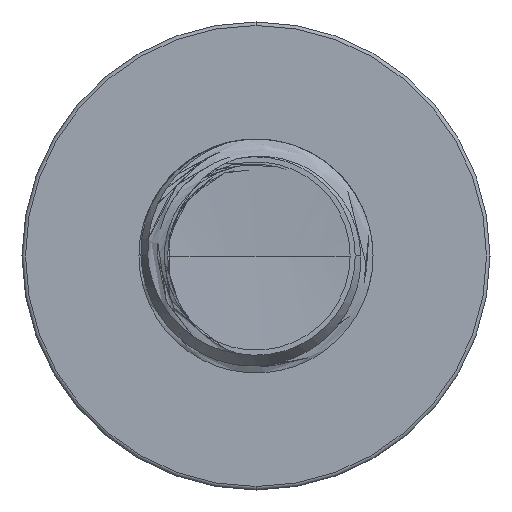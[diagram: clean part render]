
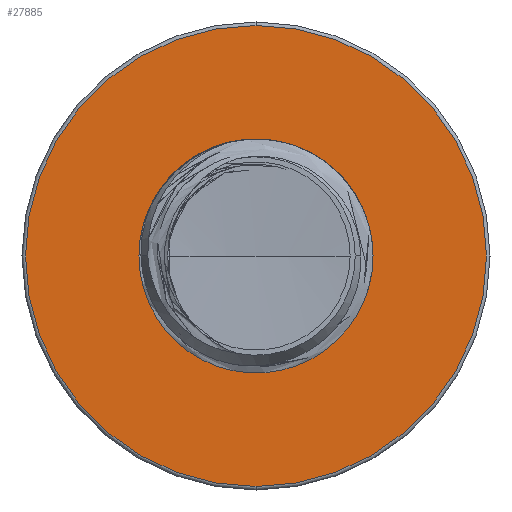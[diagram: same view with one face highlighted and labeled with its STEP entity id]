
A CAD part, front view. The second image highlights one B-rep face of the part: STEP entity #27885.
In plain terms, the highlighted planar face has unit normal (0, -1, 0).
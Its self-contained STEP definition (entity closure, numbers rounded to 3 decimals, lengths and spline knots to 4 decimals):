
#170 = AXIS2_PLACEMENT_3D ( 'NONE', #22443, #6608, #25071 ) ;
#2663 = CIRCLE ( 'NONE', #170, 0.9692 ) ;
#3870 = AXIS2_PLACEMENT_3D ( 'NONE', #23588, #7825, #26230 ) ;
#5672 = CARTESIAN_POINT ( 'NONE',  ( 0., 8., 0. ) ) ;
#6608 = DIRECTION ( 'NONE',  ( 0., -1., 0. ) ) ;
#7116 = CARTESIAN_POINT ( 'NONE',  ( 0., 8., -0.9692 ) ) ;
#7236 = ORIENTED_EDGE ( 'NONE', *, *, #18249, .F. ) ;
#7825 = DIRECTION ( 'NONE',  ( 0., -1., 0. ) ) ;
#8459 = DIRECTION ( 'NONE',  ( 0., 0., -1. ) ) ;
#9193 = CARTESIAN_POINT ( 'NONE',  ( 0., 8., 1.97 ) ) ;
#9325 = AXIS2_PLACEMENT_3D ( 'NONE', #26803, #11077, #29432 ) ;
#9432 = CARTESIAN_POINT ( 'NONE',  ( 0., 8., 0.9692 ) ) ;
#10740 = VERTEX_POINT ( 'NONE', #9193 ) ;
#11077 = DIRECTION ( 'NONE',  ( 0., -1., 0. ) ) ;
#11851 = CARTESIAN_POINT ( 'NONE',  ( 0., 8., 0.9692 ) ) ;
#13816 = FACE_BOUND ( 'NONE', #32765, .T. ) ;
#14376 = EDGE_LOOP ( 'NONE', ( #30810, #25796 ) ) ;
#14467 = DIRECTION ( 'NONE',  ( 0., -1., 0. ) ) ;
#15996 = VERTEX_POINT ( 'NONE', #7116 ) ;
#16397 = ORIENTED_EDGE ( 'NONE', *, *, #26225, .F. ) ;
#17212 = CARTESIAN_POINT ( 'NONE',  ( 0., 8., -1.97 ) ) ;
#17641 = CIRCLE ( 'NONE', #9325, 1.97 ) ;
#18249 = EDGE_CURVE ( 'NONE', #19023, #15996, #2663, .T. ) ;
#19023 = VERTEX_POINT ( 'NONE', #9432 ) ;
#19502 = AXIS2_PLACEMENT_3D ( 'NONE', #5672, #24187, #8459 ) ;
#20013 = FACE_OUTER_BOUND ( 'NONE', #14376, .T. ) ;
#20673 = EDGE_CURVE ( 'NONE', #10740, #25657, #17641, .T. ) ;
#22443 = CARTESIAN_POINT ( 'NONE',  ( 0., 8., 0. ) ) ;
#23588 = CARTESIAN_POINT ( 'NONE',  ( 0., 8., 0. ) ) ;
#24187 = DIRECTION ( 'NONE',  ( 0., -1., 0. ) ) ;
#24977 = EDGE_CURVE ( 'NONE', #25657, #10740, #28641, .T. ) ;
#25071 = DIRECTION ( 'NONE',  ( 0., 0., -1. ) ) ;
#25657 = VERTEX_POINT ( 'NONE', #17212 ) ;
#25796 = ORIENTED_EDGE ( 'NONE', *, *, #20673, .T. ) ;
#26225 = EDGE_CURVE ( 'NONE', #15996, #19023, #29044, .T. ) ;
#26230 = DIRECTION ( 'NONE',  ( 0., 0., -1. ) ) ;
#26803 = CARTESIAN_POINT ( 'NONE',  ( 0., 8., 0. ) ) ;
#27167 = AXIS2_PLACEMENT_3D ( 'NONE', #11851, #14467, #32718 ) ;
#27556 = PLANE ( 'NONE',  #27167 ) ;
#27885 = ADVANCED_FACE ( 'NONE', ( #20013, #13816 ), #27556, .T. ) ;
#28641 = CIRCLE ( 'NONE', #19502, 1.97 ) ;
#29044 = CIRCLE ( 'NONE', #3870, 0.9692 ) ;
#29432 = DIRECTION ( 'NONE',  ( 0., 0., -1. ) ) ;
#30810 = ORIENTED_EDGE ( 'NONE', *, *, #24977, .T. ) ;
#32718 = DIRECTION ( 'NONE',  ( 0., 0., -1. ) ) ;
#32765 = EDGE_LOOP ( 'NONE', ( #16397, #7236 ) ) ;
